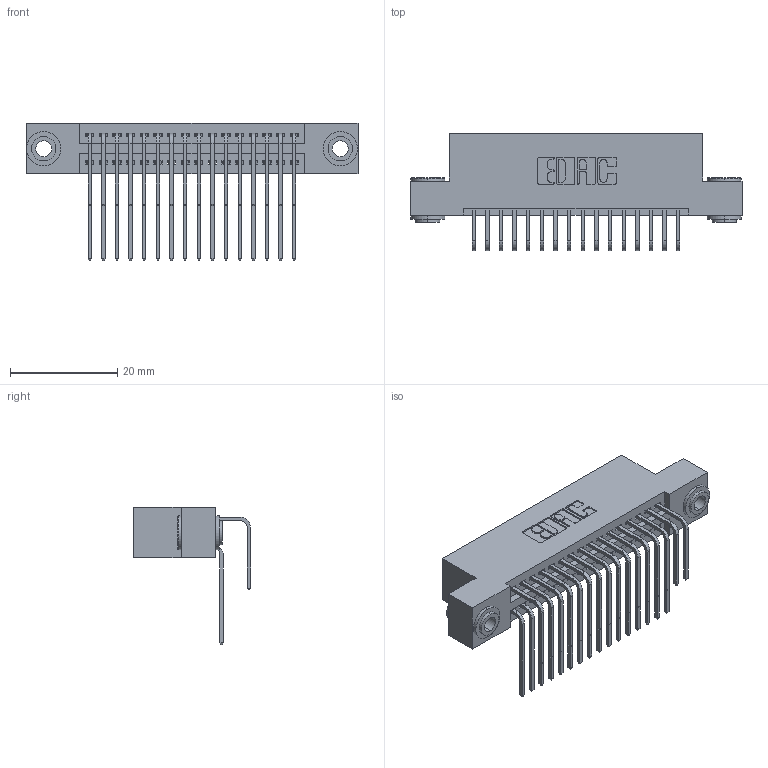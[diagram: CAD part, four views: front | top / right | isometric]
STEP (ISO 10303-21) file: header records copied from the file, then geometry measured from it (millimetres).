
FILE_DESCRIPTION (( 'STEP AP203' ), '1' );
FILE_NAME ('345-032-558-203.STEP', '2019-10-28T05:04:56', ( '' ), ( '' ), 'SwSTEP 2.0', 'SolidWorks 2016', '' );
FILE_SCHEMA (( 'CONFIG_CONTROL_DESIGN' ));
Length unit declared in the file: inch
Products named in the file (5): 345-292-001_558 559 Tail - 1; 345 Part_Flush Mounting Lugs - 0.156 Dia-TH; 345-032-558-203; 345-292-001_558 Tail - 2; 345-250-002_345-250-002-102
Assembly tree (35 placements, depth 2):
  345-032-558-203
    345 Part_Flush Mounting Lugs - 0.156 Dia-TH
    345-292-001_558 559 Tail - 1  x16
    345-292-001_558 Tail - 2  x16
    345-250-002_345-250-002-102  x2
Bounding box: 61.85 x 21.83 x 25.53 mm (x, y, z)
Volume: 5970.7 mm3; surface area: 9395.1 mm2
Topology: 35 solids, 35 shells, 1828 faces, 5377 edges, 3538 vertices
Faces by surface type: plane 1210, cylinder 610, cone 8
Entity records: 18356 total; most frequent: CARTESIAN_POINT 3122, ORIENTED_EDGE 2998, DIRECTION 2789, EDGE_CURVE 1499, VECTOR 1239, LINE 1239, VERTEX_POINT 994, AXIS2_PLACEMENT_3D 775
